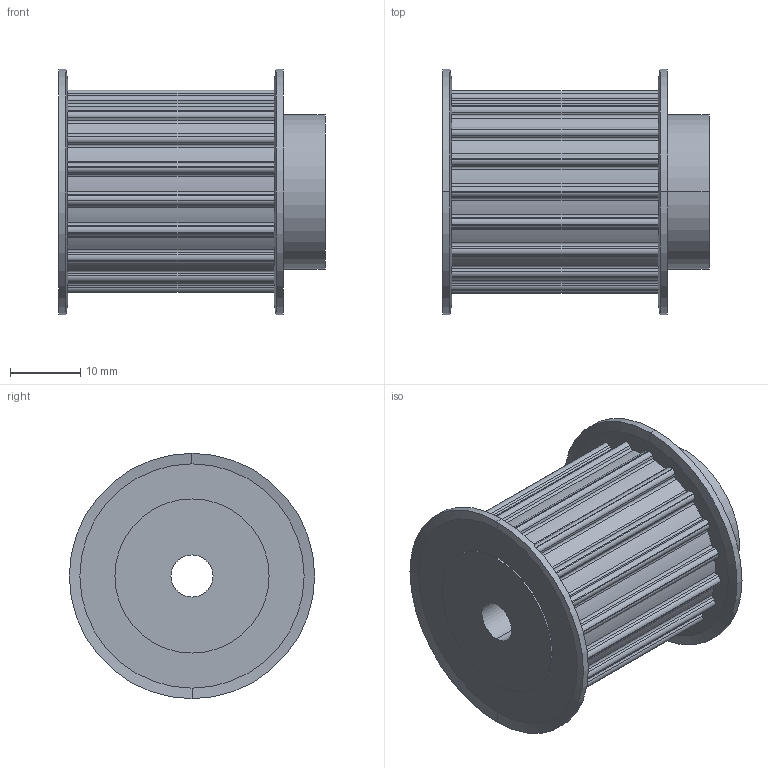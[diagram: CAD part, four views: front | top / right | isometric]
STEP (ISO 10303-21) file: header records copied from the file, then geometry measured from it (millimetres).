
FILE_DESCRIPTION(('STEP AP214'),'1');
FILE_NAME('cctmp_2644DB34-B51B-40A7-813B-73DA46CF806F_2021_1_7_11_35_22_349..stp','2021-01-07T10:35:22',('Mulco-Europe EWIV'),('CADClick - www.CADClick.com'),'Spatial InterOp 3D',' ','unknown authorization');
FILE_SCHEMA(('AUTOMOTIVE_DESIGN'));
Length unit declared in the file: millimetre
Products named in the file (1): 2021_01_07__11-35-22-333
Bounding box: 38 x 35 x 35 mm (x, y, z)
Volume: 20853.3 mm3; surface area: 7191.5 mm2
Topology: 1 solids, 1 shells, 177 faces, 505 edges, 334 vertices
Faces by surface type: cylinder 125, plane 44, cone 8
Entity records: 7337 total; most frequent: DIRECTION 1119, CARTESIAN_POINT 1017, ORIENTED_EDGE 1010, EDGE_CURVE 505, AXIS2_PLACEMENT_3D 436, VERTEX_POINT 334, CIRCLE 258, LINE 247
